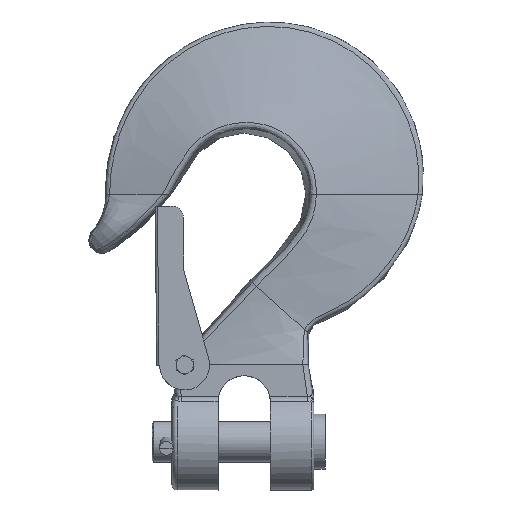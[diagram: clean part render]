
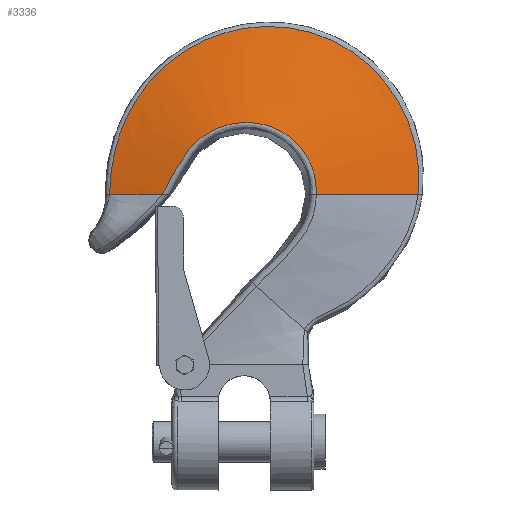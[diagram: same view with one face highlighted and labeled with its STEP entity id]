
A CAD part, top view. The second image highlights one B-rep face of the part: STEP entity #3336.
In plain terms, the highlighted free-form (B-spline) face has degree [3, 3] with [4, 18] control points.
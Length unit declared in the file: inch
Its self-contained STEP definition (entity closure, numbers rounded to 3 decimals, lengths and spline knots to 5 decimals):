
#184=LINE('',#8147,#318);
#186=LINE('',#9068,#320);
#187=LINE('',#9081,#321);
#318=VECTOR('',#4191,0.3937);
#320=VECTOR('',#4213,0.3937);
#321=VECTOR('',#4214,0.3937);
#582=FACE_OUTER_BOUND('',#792,.T.);
#792=EDGE_LOOP('',(#2617,#2618,#2619,#2620,#2621));
#1034=B_SPLINE_CURVE_WITH_KNOTS('',3,(#8983,#8984,#8985,#8986,#8987,#8988,
#8989,#8990,#8991,#8992,#8993),.UNSPECIFIED.,.F.,.F.,(4,1,1,1,1,1,1,1,4),
(0.,2.0158,4.0475,6.0192,7.85669,9.51093,
11.16781,12.81685,14.45655),.UNSPECIFIED.);
#1035=B_SPLINE_CURVE_WITH_KNOTS('',3,(#9070,#9071,#9072,#9073,#9074,#9075,
#9076,#9077,#9078,#9079,#9080),.UNSPECIFIED.,.F.,.F.,(4,1,1,1,1,1,1,1,4),
(0.,0.79756,1.61283,2.43321,3.24375,
4.03534,4.86856,5.70235,6.53507),
 .UNSPECIFIED.);
#1420=VERTEX_POINT('',#8013);
#1421=VERTEX_POINT('',#8146);
#1432=VERTEX_POINT('',#8982);
#1433=VERTEX_POINT('',#9067);
#1434=VERTEX_POINT('',#9069);
#1838=EDGE_CURVE('',#1421,#1420,#184,.T.);
#1858=EDGE_CURVE('',#1432,#1421,#1034,.T.);
#1860=EDGE_CURVE('',#1433,#1432,#186,.T.);
#1861=EDGE_CURVE('',#1434,#1420,#1035,.T.);
#1862=EDGE_CURVE('',#1434,#1433,#187,.T.);
#2617=ORIENTED_EDGE('',*,*,#1860,.T.);
#2618=ORIENTED_EDGE('',*,*,#1858,.T.);
#2619=ORIENTED_EDGE('',*,*,#1838,.T.);
#2620=ORIENTED_EDGE('',*,*,#1861,.F.);
#2621=ORIENTED_EDGE('',*,*,#1862,.T.);
#3220=B_SPLINE_SURFACE_WITH_KNOTS('',3,3,((#8995,#8996,#8997,#8998,#8999,
#9000,#9001,#9002,#9003,#9004,#9005,#9006,#9007,#9008,#9009,#9010,#9011,
#9012),(#9013,#9014,#9015,#9016,#9017,#9018,#9019,#9020,#9021,#9022,#9023,
#9024,#9025,#9026,#9027,#9028,#9029,#9030),(#9031,#9032,#9033,#9034,#9035,
#9036,#9037,#9038,#9039,#9040,#9041,#9042,#9043,#9044,#9045,#9046,#9047,
#9048),(#9049,#9050,#9051,#9052,#9053,#9054,#9055,#9056,#9057,#9058,#9059,
#9060,#9061,#9062,#9063,#9064,#9065,#9066)),.UNSPECIFIED.,.F.,.F.,.F.,(4,
4),(4,1,1,1,1,1,1,2,1,1,1,1,1,1,4),(0.,1.),(0.,0.12658,0.12944,
0.25597,0.25819,0.38617,0.38654,
0.5148,0.63635,0.63642,0.75822,
0.75862,0.87886,0.87946,1.),.UNSPECIFIED.);
#3336=ADVANCED_FACE('',(#582),#3220,.F.);
#4191=DIRECTION('',(0.967,0.,0.256));
#4213=DIRECTION('',(0.978,0.,-0.21));
#4214=DIRECTION('',(0.978,0.,-0.21));
#8013=CARTESIAN_POINT('',(-0.91612,0.,0.25437));
#8146=CARTESIAN_POINT('',(-1.50707,0.,0.09776));
#8147=CARTESIAN_POINT('',(-0.91612,0.,0.25437));
#8982=CARTESIAN_POINT('',(1.94749,0.,0.09637));
#8983=CARTESIAN_POINT('Ctrl Pts',(1.94749,0.,
0.09637));
#8984=CARTESIAN_POINT('Ctrl Pts',(1.97772,0.26281,0.0964));
#8985=CARTESIAN_POINT('Ctrl Pts',(1.90989,0.81325,0.09652));
#8986=CARTESIAN_POINT('Ctrl Pts',(1.45078,1.49139,0.09661));
#8987=CARTESIAN_POINT('Ctrl Pts',(0.75489,1.87691,0.09671));
#8988=CARTESIAN_POINT('Ctrl Pts',(0.01575,1.91327,0.09683));
#8989=CARTESIAN_POINT('Ctrl Pts',(-0.63265,1.67507,0.09698));
#8990=CARTESIAN_POINT('Ctrl Pts',(-1.13537,1.2378,0.0972));
#8991=CARTESIAN_POINT('Ctrl Pts',(-1.4416,0.64986,0.09743));
#8992=CARTESIAN_POINT('Ctrl Pts',(-1.50565,0.21518,0.0977));
#8993=CARTESIAN_POINT('Ctrl Pts',(-1.50707,0.,
0.09776));
#8995=CARTESIAN_POINT('Ctrl Pts',(1.94749,0.,
0.09637));
#8996=CARTESIAN_POINT('Ctrl Pts',(1.97646,0.25185,0.0964));
#8997=CARTESIAN_POINT('Ctrl Pts',(1.94595,0.52747,0.09646));
#8998=CARTESIAN_POINT('Ctrl Pts',(1.76121,1.03094,0.09655));
#8999=CARTESIAN_POINT('Ctrl Pts',(1.6026,1.26652,0.09658));
#9000=CARTESIAN_POINT('Ctrl Pts',(1.20947,1.62635,0.09665));
#9001=CARTESIAN_POINT('Ctrl Pts',(0.9677,1.75721,0.09668));
#9002=CARTESIAN_POINT('Ctrl Pts',(0.47866,1.89285,0.09676));
#9003=CARTESIAN_POINT('Ctrl Pts',(0.22731,1.90037,0.0968));
#9004=CARTESIAN_POINT('Ctrl Pts',(-0.2155,1.82826,0.09688));
#9005=CARTESIAN_POINT('Ctrl Pts',(-0.42388,1.75177,0.09693));
#9006=CARTESIAN_POINT('Ctrl Pts',(-0.80022,1.52932,0.09705));
#9007=CARTESIAN_POINT('Ctrl Pts',(-0.96878,1.3827,0.09713));
#9008=CARTESIAN_POINT('Ctrl Pts',(-1.23763,1.04103,0.09728));
#9009=CARTESIAN_POINT('Ctrl Pts',(-1.33978,0.84508,0.09736));
#9010=CARTESIAN_POINT('Ctrl Pts',(-1.47356,0.43298,0.09756));
#9011=CARTESIAN_POINT('Ctrl Pts',(-1.50565,0.21518,0.0977));
#9012=CARTESIAN_POINT('Ctrl Pts',(-1.50707,0.,0.09776));
#9013=CARTESIAN_POINT('Ctrl Pts',(1.92259,0.,
0.10173));
#9014=CARTESIAN_POINT('Ctrl Pts',(1.93314,0.23927,0.10178));
#9015=CARTESIAN_POINT('Ctrl Pts',(1.89205,0.50538,0.10183));
#9016=CARTESIAN_POINT('Ctrl Pts',(1.69845,0.99581,0.10188));
#9017=CARTESIAN_POINT('Ctrl Pts',(1.54142,1.22763,0.10187));
#9018=CARTESIAN_POINT('Ctrl Pts',(1.15868,1.58478,0.10191));
#9019=CARTESIAN_POINT('Ctrl Pts',(0.9259,1.71667,0.10194));
#9020=CARTESIAN_POINT('Ctrl Pts',(0.45703,1.85791,0.10212));
#9021=CARTESIAN_POINT('Ctrl Pts',(0.21706,1.87004,0.10226));
#9022=CARTESIAN_POINT('Ctrl Pts',(-0.20579,1.80931,0.10271));
#9023=CARTESIAN_POINT('Ctrl Pts',(-0.40408,1.73522,0.10287));
#9024=CARTESIAN_POINT('Ctrl Pts',(-0.76297,1.5147,0.10313));
#9025=CARTESIAN_POINT('Ctrl Pts',(-0.92414,1.3676,0.10323));
#9026=CARTESIAN_POINT('Ctrl Pts',(-1.18457,1.02552,0.10341));
#9027=CARTESIAN_POINT('Ctrl Pts',(-1.28559,0.82963,0.1035));
#9028=CARTESIAN_POINT('Ctrl Pts',(-1.42664,0.42151,0.10373));
#9029=CARTESIAN_POINT('Ctrl Pts',(-1.46719,0.20766,0.10389));
#9030=CARTESIAN_POINT('Ctrl Pts',(-1.48346,0.,
0.10402));
#9031=CARTESIAN_POINT('Ctrl Pts',(0.8365,0.,
0.33513));
#9032=CARTESIAN_POINT('Ctrl Pts',(0.86064,0.1176,0.33503));
#9033=CARTESIAN_POINT('Ctrl Pts',(0.85468,0.23718,0.33562));
#9034=CARTESIAN_POINT('Ctrl Pts',(0.78691,0.4506,0.33737));
#9035=CARTESIAN_POINT('Ctrl Pts',(0.72349,0.54834,0.33855));
#9036=CARTESIAN_POINT('Ctrl Pts',(0.56059,0.70223,0.33994));
#9037=CARTESIAN_POINT('Ctrl Pts',(0.45776,0.76153,0.34017));
#9038=CARTESIAN_POINT('Ctrl Pts',(0.23724,0.8331,0.33859));
#9039=CARTESIAN_POINT('Ctrl Pts',(0.11746,0.84639,0.33677));
#9040=CARTESIAN_POINT('Ctrl Pts',(-0.11131,0.82881,
0.33069));
#9041=CARTESIAN_POINT('Ctrl Pts',(-0.22604,0.80407,
0.32659));
#9042=CARTESIAN_POINT('Ctrl Pts',(-0.4428,0.71733,
0.31556));
#9043=CARTESIAN_POINT('Ctrl Pts',(-0.54513,0.65504,
0.30858));
#9044=CARTESIAN_POINT('Ctrl Pts',(-0.70615,0.49649,
0.29384));
#9045=CARTESIAN_POINT('Ctrl Pts',(-0.76575,0.39998,
0.28604));
#9046=CARTESIAN_POINT('Ctrl Pts',(-0.8702,0.20464,
0.26574));
#9047=CARTESIAN_POINT('Ctrl Pts',(-0.91544,0.10498,
0.25328));
#9048=CARTESIAN_POINT('Ctrl Pts',(-0.94743,0.,
0.24607));
#9049=CARTESIAN_POINT('Ctrl Pts',(0.80762,0.,0.34134));
#9050=CARTESIAN_POINT('Ctrl Pts',(0.81353,0.1045,0.34128));
#9051=CARTESIAN_POINT('Ctrl Pts',(0.79717,0.21404,0.34187));
#9052=CARTESIAN_POINT('Ctrl Pts',(0.72092,0.41343,0.34358));
#9053=CARTESIAN_POINT('Ctrl Pts',(0.6593,0.50692,0.34473));
#9054=CARTESIAN_POINT('Ctrl Pts',(0.50733,0.65731,0.3461));
#9055=CARTESIAN_POINT('Ctrl Pts',(0.41383,0.71727,0.34635));
#9056=CARTESIAN_POINT('Ctrl Pts',(0.21437,0.79387,0.34492));
#9057=CARTESIAN_POINT('Ctrl Pts',(0.10652,0.81155,0.34324));
#9058=CARTESIAN_POINT('Ctrl Pts',(-0.10093,0.80515,
0.33764));
#9059=CARTESIAN_POINT('Ctrl Pts',(-0.20504,0.78289,0.33371));
#9060=CARTESIAN_POINT('Ctrl Pts',(-0.40334,0.6985,
0.32298));
#9061=CARTESIAN_POINT('Ctrl Pts',(-0.49781,0.63607,
0.31613));
#9062=CARTESIAN_POINT('Ctrl Pts',(-0.64936,0.47798,
0.3016));
#9063=CARTESIAN_POINT('Ctrl Pts',(-0.70725,0.38206,0.2939));
#9064=CARTESIAN_POINT('Ctrl Pts',(-0.81753,0.19187,
0.27379));
#9065=CARTESIAN_POINT('Ctrl Pts',(-0.87036,0.09681,
0.26144));
#9066=CARTESIAN_POINT('Ctrl Pts',(-0.91612,0.,
0.25437));
#9067=CARTESIAN_POINT('',(0.91967,0.,0.31726));
#9068=CARTESIAN_POINT('',(0.80762,0.,0.34134));
#9069=CARTESIAN_POINT('',(0.80762,0.,0.34134));
#9070=CARTESIAN_POINT('Ctrl Pts',(0.80762,0.,
0.34134));
#9071=CARTESIAN_POINT('Ctrl Pts',(0.81353,0.1045,0.34128));
#9072=CARTESIAN_POINT('Ctrl Pts',(0.78117,0.32113,0.34245));
#9073=CARTESIAN_POINT('Ctrl Pts',(0.60143,0.59651,0.34584));
#9074=CARTESIAN_POINT('Ctrl Pts',(0.32386,0.77586,0.34662));
#9075=CARTESIAN_POINT('Ctrl Pts',(0.00149,0.82888,
0.34162));
#9076=CARTESIAN_POINT('Ctrl Pts',(-0.31645,0.75724,
0.32939));
#9077=CARTESIAN_POINT('Ctrl Pts',(-0.5928,0.57204,
0.30915));
#9078=CARTESIAN_POINT('Ctrl Pts',(-0.76399,0.28788,0.28633));
#9079=CARTESIAN_POINT('Ctrl Pts',(-0.86952,0.09858,
0.26157));
#9080=CARTESIAN_POINT('Ctrl Pts',(-0.91612,0.,0.25437));
#9081=CARTESIAN_POINT('',(0.80762,0.,0.34134));
